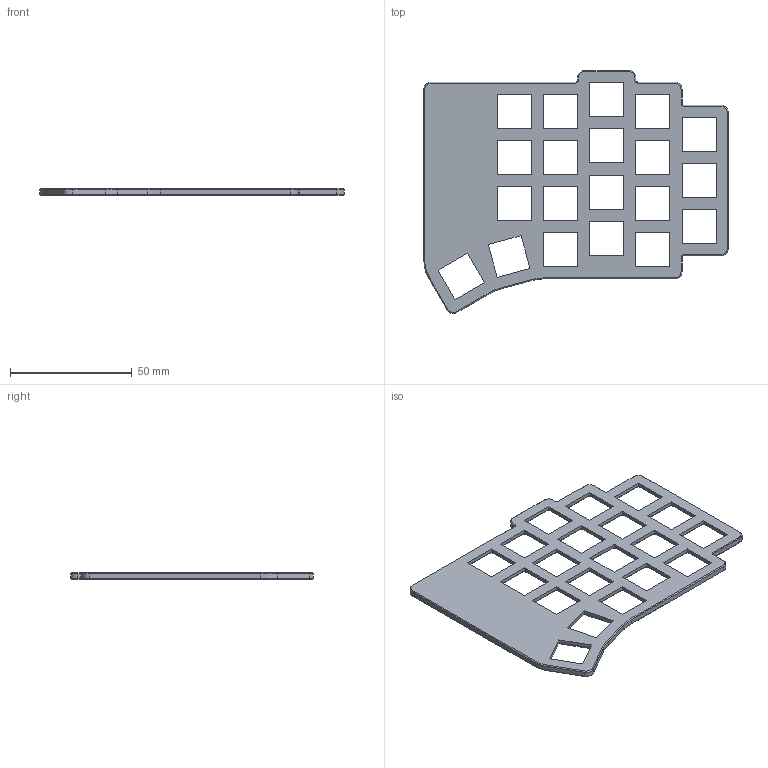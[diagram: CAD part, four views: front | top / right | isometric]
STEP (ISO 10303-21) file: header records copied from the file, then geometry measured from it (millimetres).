
FILE_DESCRIPTION(('FreeCAD Model'),'2;1');
FILE_NAME('Open CASCADE Shape Model','2025-01-10T16:32:07',(''),(''), 'Open CASCADE STEP processor 7.6','FreeCAD','Unknown');
FILE_SCHEMA(('AUTOMOTIVE_DESIGN { 1 0 10303 214 1 1 1 1 }'));
Length unit declared in the file: millimetre
Products named in the file (1): Plate-Mirrored
Bounding box: 125.25 x 99.98 x 2.8 mm (x, y, z)
Volume: 15575.4 mm3; surface area: 16818.2 mm2
Topology: 1 solids, 1 shells, 352 faces, 930 edges, 600 vertices
Faces by surface type: plane 227, cylinder 95, cone 30
Entity records: 10896 total; most frequent: CARTESIAN_POINT 1883, ORIENTED_EDGE 1860, DIRECTION 1856, EDGE_CURVE 930, LINE 710, VECTOR 710, VERTEX_POINT 600, AXIS2_PLACEMENT_3D 573
